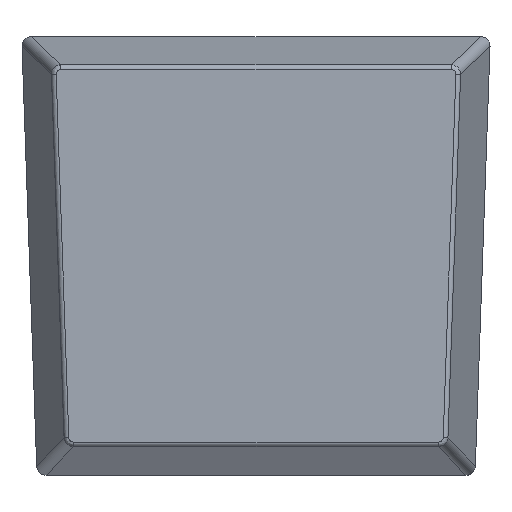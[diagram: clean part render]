
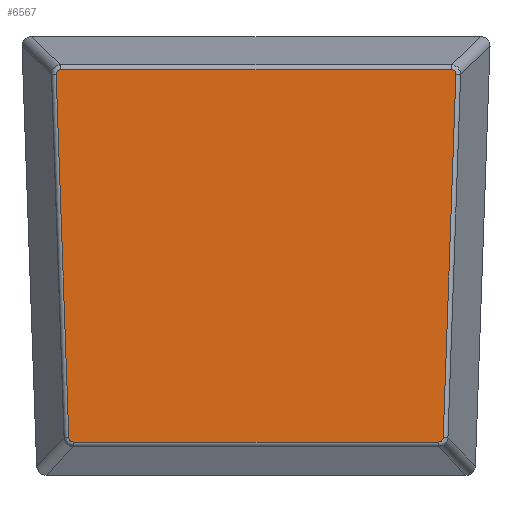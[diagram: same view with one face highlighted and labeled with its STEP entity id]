
A CAD part, top view. The second image highlights one B-rep face of the part: STEP entity #6567.
In plain terms, the highlighted planar face has unit normal (0, 0, 1).
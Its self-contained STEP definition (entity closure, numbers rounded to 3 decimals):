
#26 = CARTESIAN_POINT ( 'NONE',  ( -19.191, -18.152, 13. ) ) ;
#82 = DIRECTION ( 'NONE',  ( -1., 0., 0. ) ) ;
#111 = ORIENTED_EDGE ( 'NONE', *, *, #4950, .T. ) ;
#323 = CARTESIAN_POINT ( 'NONE',  ( 20.5, 19.358, 13. ) ) ;
#418 = CARTESIAN_POINT ( 'NONE',  ( 18.994, -18.343, 13. ) ) ;
#533 = CARTESIAN_POINT ( 'NONE',  ( 19.191, -18.152, 13. ) ) ;
#840 =( BOUNDED_CURVE ( )  B_SPLINE_CURVE ( 3, ( #2851, #11216, #4797, #6666 ),
 .UNSPECIFIED., .F., .T. ) 
 B_SPLINE_CURVE_WITH_KNOTS ( ( 4, 4 ),
 ( 2.365, 3.918 ),
 .UNSPECIFIED. ) 
 CURVE ( )  GEOMETRIC_REPRESENTATION_ITEM ( )  RATIONAL_B_SPLINE_CURVE ( ( 1., 0.809, 0.809, 1. ) ) 
 REPRESENTATION_ITEM ( '' )  );
#925 = DIRECTION ( 'NONE',  ( 0., 0., -1. ) ) ;
#939 = CARTESIAN_POINT ( 'NONE',  ( -18.714, -18.343, 13. ) ) ;
#1027 = CARTESIAN_POINT ( 'NONE',  ( -20.5, 19.358, 13. ) ) ;
#1249 = EDGE_CURVE ( 'NONE', #11949, #9904, #7258, .T. ) ;
#2084 = LINE ( 'NONE', #7989, #9342 ) ;
#2105 = EDGE_CURVE ( 'NONE', #10864, #3946, #840, .T. ) ;
#2591 = CARTESIAN_POINT ( 'NONE',  ( 18.714, -18.343, 13. ) ) ;
#2816 = FACE_OUTER_BOUND ( 'NONE', #4035, .T. ) ;
#2846 = EDGE_CURVE ( 'NONE', #3946, #6055, #7526, .T. ) ;
#2851 = CARTESIAN_POINT ( 'NONE',  ( -20.013, 19.862, 13. ) ) ;
#3230 = VERTEX_POINT ( 'NONE', #11277 ) ;
#3333 = DIRECTION ( 'NONE',  ( -1., 0., 0. ) ) ;
#3622 =( BOUNDED_CURVE ( )  B_SPLINE_CURVE ( 3, ( #323, #4942, #9495, #8579 ),
 .UNSPECIFIED., .F., .T. ) 
 B_SPLINE_CURVE_WITH_KNOTS ( ( 4, 4 ),
 ( 5.507, 7.06 ),
 .UNSPECIFIED. ) 
 CURVE ( )  GEOMETRIC_REPRESENTATION_ITEM ( )  RATIONAL_B_SPLINE_CURVE ( ( 1., 0.809, 0.809, 1. ) ) 
 REPRESENTATION_ITEM ( '' )  );
#3946 = VERTEX_POINT ( 'NONE', #1027 ) ;
#4035 = EDGE_LOOP ( 'NONE', ( #8645, #5544, #11804, #8058, #6893, #111, #5710, #7104 ) ) ;
#4567 = CARTESIAN_POINT ( 'NONE',  ( -19.201, -17.872, 13. ) ) ;
#4742 = VECTOR ( 'NONE', #9816, 1000. ) ;
#4797 = CARTESIAN_POINT ( 'NONE',  ( -20.51, 19.654, 13. ) ) ;
#4942 = CARTESIAN_POINT ( 'NONE',  ( 20.51, 19.654, 13. ) ) ;
#4950 = EDGE_CURVE ( 'NONE', #9904, #3230, #10322, .T. ) ;
#5022 = VECTOR ( 'NONE', #9122, 1000. ) ;
#5544 = ORIENTED_EDGE ( 'NONE', *, *, #2105, .T. ) ;
#5710 = ORIENTED_EDGE ( 'NONE', *, *, #6186, .T. ) ;
#6027 = LINE ( 'NONE', #9240, #7774 ) ;
#6055 = VERTEX_POINT ( 'NONE', #7032 ) ;
#6172 =( BOUNDED_CURVE ( )  B_SPLINE_CURVE ( 3, ( #4567, #26, #9199, #939 ),
 .UNSPECIFIED., .F., .T. ) 
 B_SPLINE_CURVE_WITH_KNOTS ( ( 4, 4 ),
 ( 5.54, 7.027 ),
 .UNSPECIFIED. ) 
 CURVE ( )  GEOMETRIC_REPRESENTATION_ITEM ( )  RATIONAL_B_SPLINE_CURVE ( ( 1., 0.824, 0.824, 1. ) ) 
 REPRESENTATION_ITEM ( '' )  );
#6186 = EDGE_CURVE ( 'NONE', #3230, #11803, #6027, .T. ) ;
#6442 = CARTESIAN_POINT ( 'NONE',  ( 21.5, -20.74, 13. ) ) ;
#6567 = ADVANCED_FACE ( 'NONE', ( #2816 ), #11953, .F. ) ;
#6625 = AXIS2_PLACEMENT_3D ( 'NONE', #6442, #925, #82 ) ;
#6666 = CARTESIAN_POINT ( 'NONE',  ( -20.5, 19.358, 13. ) ) ;
#6893 = ORIENTED_EDGE ( 'NONE', *, *, #1249, .T. ) ;
#7032 = CARTESIAN_POINT ( 'NONE',  ( -19.201, -17.872, 13. ) ) ;
#7104 = ORIENTED_EDGE ( 'NONE', *, *, #10987, .T. ) ;
#7258 = LINE ( 'NONE', #11760, #4742 ) ;
#7369 = EDGE_CURVE ( 'NONE', #6055, #11949, #6172, .T. ) ;
#7526 = LINE ( 'NONE', #10102, #5022 ) ;
#7774 = VECTOR ( 'NONE', #10110, 1000. ) ;
#7873 = CARTESIAN_POINT ( 'NONE',  ( 18.714, -18.343, 13. ) ) ;
#7989 = CARTESIAN_POINT ( 'NONE',  ( 21.5, 19.862, 13. ) ) ;
#8058 = ORIENTED_EDGE ( 'NONE', *, *, #7369, .T. ) ;
#8579 = CARTESIAN_POINT ( 'NONE',  ( 20.013, 19.862, 13. ) ) ;
#8645 = ORIENTED_EDGE ( 'NONE', *, *, #11669, .T. ) ;
#9122 = DIRECTION ( 'NONE',  ( 0.035, -0.999, 0. ) ) ;
#9199 = CARTESIAN_POINT ( 'NONE',  ( -18.994, -18.343, 13. ) ) ;
#9240 = CARTESIAN_POINT ( 'NONE',  ( 19.104, -20.657, 13. ) ) ;
#9325 = CARTESIAN_POINT ( 'NONE',  ( 20.5, 19.358, 13. ) ) ;
#9342 = VECTOR ( 'NONE', #3333, 1000. ) ;
#9495 = CARTESIAN_POINT ( 'NONE',  ( 20.309, 19.862, 13. ) ) ;
#9738 = CARTESIAN_POINT ( 'NONE',  ( 19.201, -17.872, 13. ) ) ;
#9816 = DIRECTION ( 'NONE',  ( 1., 0., 0. ) ) ;
#9890 = CARTESIAN_POINT ( 'NONE',  ( -18.714, -18.343, 13. ) ) ;
#9904 = VERTEX_POINT ( 'NONE', #2591 ) ;
#10102 = CARTESIAN_POINT ( 'NONE',  ( -19.204, -17.786, 13. ) ) ;
#10110 = DIRECTION ( 'NONE',  ( 0.035, 0.999, 0. ) ) ;
#10322 =( BOUNDED_CURVE ( )  B_SPLINE_CURVE ( 3, ( #7873, #418, #533, #9738 ),
 .UNSPECIFIED., .F., .F. ) 
 B_SPLINE_CURVE_WITH_KNOTS ( ( 4, 4 ),
 ( 2.398, 3.885 ),
 .UNSPECIFIED. ) 
 CURVE ( )  GEOMETRIC_REPRESENTATION_ITEM ( )  RATIONAL_B_SPLINE_CURVE ( ( 1., 0.824, 0.824, 1. ) ) 
 REPRESENTATION_ITEM ( '' )  );
#10864 = VERTEX_POINT ( 'NONE', #11164 ) ;
#10987 = EDGE_CURVE ( 'NONE', #11803, #11818, #3622, .T. ) ;
#11098 = CARTESIAN_POINT ( 'NONE',  ( 20.013, 19.862, 13. ) ) ;
#11164 = CARTESIAN_POINT ( 'NONE',  ( -20.013, 19.862, 13. ) ) ;
#11216 = CARTESIAN_POINT ( 'NONE',  ( -20.309, 19.862, 13. ) ) ;
#11277 = CARTESIAN_POINT ( 'NONE',  ( 19.201, -17.872, 13. ) ) ;
#11669 = EDGE_CURVE ( 'NONE', #11818, #10864, #2084, .T. ) ;
#11760 = CARTESIAN_POINT ( 'NONE',  ( 21.5, -18.343, 13. ) ) ;
#11803 = VERTEX_POINT ( 'NONE', #9325 ) ;
#11804 = ORIENTED_EDGE ( 'NONE', *, *, #2846, .T. ) ;
#11818 = VERTEX_POINT ( 'NONE', #11098 ) ;
#11949 = VERTEX_POINT ( 'NONE', #9890 ) ;
#11953 = PLANE ( 'NONE',  #6625 ) ;
